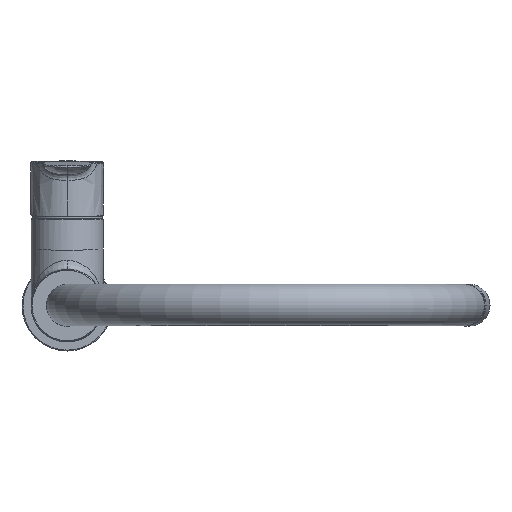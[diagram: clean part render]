
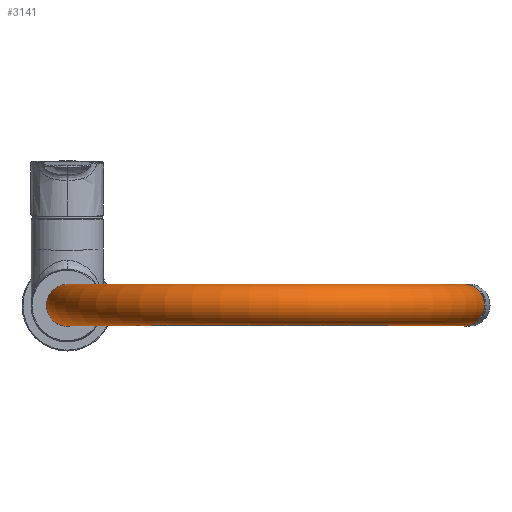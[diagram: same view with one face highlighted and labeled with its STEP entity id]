
A CAD part, top view. The second image highlights one B-rep face of the part: STEP entity #3141.
In plain terms, the highlighted toroidal (fillet/blend) face has major radius 110.5 mm and minor radius 11.5 mm.
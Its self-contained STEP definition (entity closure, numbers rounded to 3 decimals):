
#683=TOROIDAL_SURFACE('',#4076,110.5,11.5);
#1215=ORIENTED_EDGE('',*,*,#1879,.F.);
#1216=ORIENTED_EDGE('',*,*,#1880,.T.);
#1879=EDGE_CURVE('',#2334,#2334,#2620,.T.);
#1880=EDGE_CURVE('',#2335,#2335,#2621,.T.);
#2334=VERTEX_POINT('',#5868);
#2335=VERTEX_POINT('',#5871);
#2620=CIRCLE('',#4075,11.5);
#2621=CIRCLE('',#4077,11.5);
#2749=EDGE_LOOP('',(#1215));
#2750=EDGE_LOOP('',(#1216));
#2916=FACE_BOUND('',#2749,.T.);
#2917=FACE_BOUND('',#2750,.T.);
#3141=ADVANCED_FACE('',(#2916,#2917),#683,.T.);
#4075=AXIS2_PLACEMENT_3D('',#5867,#4910,#4911);
#4076=AXIS2_PLACEMENT_3D('',#5869,#4912,#4913);
#4077=AXIS2_PLACEMENT_3D('',#5870,#4914,#4915);
#4910=DIRECTION('',(0.,0.,-1.));
#4911=DIRECTION('',(-1.,0.,0.));
#4912=DIRECTION('',(0.,-1.,0.));
#4913=DIRECTION('',(-0.985,0.,-0.174));
#4914=DIRECTION('',(-0.174,0.,0.985));
#4915=DIRECTION('',(-0.985,0.,-0.174));
#5867=CARTESIAN_POINT('',(0.,0.,205.2));
#5868=CARTESIAN_POINT('',(-11.5,0.,205.2));
#5869=CARTESIAN_POINT('',(110.5,0.,205.2));
#5870=CARTESIAN_POINT('',(219.321,0.,224.388));
#5871=CARTESIAN_POINT('',(207.996,0.,222.391));
